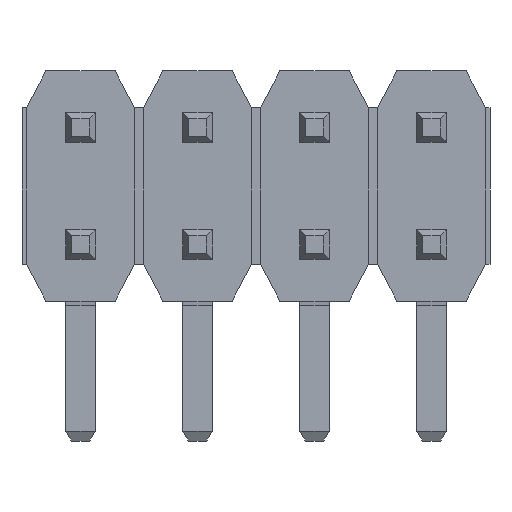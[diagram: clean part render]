
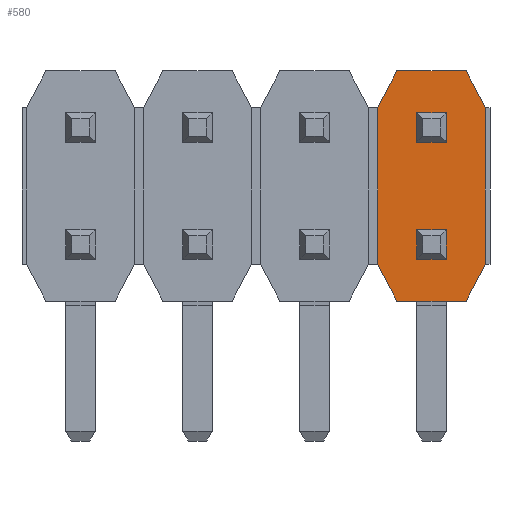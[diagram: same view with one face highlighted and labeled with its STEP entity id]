
A CAD part, front view. The second image highlights one B-rep face of the part: STEP entity #580.
In plain terms, the highlighted planar face has unit normal (0, -1, 0).
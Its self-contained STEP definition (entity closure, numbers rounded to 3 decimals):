
#580=ADVANCED_FACE('',(#1037,#1038,#1039),#1040,.T.);
#1037=FACE_OUTER_BOUND('',#2074,.T.);
#1038=FACE_BOUND('',#2075,.T.);
#1039=FACE_BOUND('',#2076,.T.);
#1040=PLANE('',#2077);
#2074=EDGE_LOOP('',(#2871,#2872,#2873,#2874,#2875,#2876,#2877,#2878));
#2075=EDGE_LOOP('',(#2879,#2880,#2881,#2882));
#2076=EDGE_LOOP('',(#2883,#2884,#2885,#2886));
#2077=AXIS2_PLACEMENT_3D('',#2887,#2888,#2889);
#2871=ORIENTED_EDGE('',*,*,#4922,.F.);
#2872=ORIENTED_EDGE('',*,*,#4923,.T.);
#2873=ORIENTED_EDGE('',*,*,#4924,.T.);
#2874=ORIENTED_EDGE('',*,*,#4925,.T.);
#2875=ORIENTED_EDGE('',*,*,#4926,.F.);
#2876=ORIENTED_EDGE('',*,*,#4927,.T.);
#2877=ORIENTED_EDGE('',*,*,#4928,.T.);
#2878=ORIENTED_EDGE('',*,*,#4929,.T.);
#2879=ORIENTED_EDGE('',*,*,#4915,.T.);
#2880=ORIENTED_EDGE('',*,*,#4921,.T.);
#2881=ORIENTED_EDGE('',*,*,#4919,.T.);
#2882=ORIENTED_EDGE('',*,*,#4917,.T.);
#2883=ORIENTED_EDGE('',*,*,#4930,.T.);
#2884=ORIENTED_EDGE('',*,*,#4931,.T.);
#2885=ORIENTED_EDGE('',*,*,#4932,.T.);
#2886=ORIENTED_EDGE('',*,*,#4933,.T.);
#2887=CARTESIAN_POINT('',(7.62,-2.54,0.0));
#2888=DIRECTION('',(0.0,-1.0,0.0));
#2889=DIRECTION('',(0.0,0.0,-1.0));
#4915=EDGE_CURVE('',#6031,#6029,#6032,.T.);
#4917=EDGE_CURVE('',#6034,#6031,#6035,.T.);
#4919=EDGE_CURVE('',#6037,#6034,#6038,.T.);
#4921=EDGE_CURVE('',#6029,#6037,#6040,.T.);
#4922=EDGE_CURVE('',#6041,#6042,#6043,.T.);
#4923=EDGE_CURVE('',#6041,#6044,#6045,.T.);
#4924=EDGE_CURVE('',#6044,#6046,#6047,.T.);
#4925=EDGE_CURVE('',#6046,#6048,#6049,.T.);
#4926=EDGE_CURVE('',#6050,#6048,#6051,.T.);
#4927=EDGE_CURVE('',#6050,#6052,#6053,.T.);
#4928=EDGE_CURVE('',#6052,#6054,#6055,.T.);
#4929=EDGE_CURVE('',#6054,#6042,#6056,.T.);
#4930=EDGE_CURVE('',#6057,#6058,#6059,.T.);
#4931=EDGE_CURVE('',#6058,#6060,#6061,.T.);
#4932=EDGE_CURVE('',#6060,#6062,#6063,.T.);
#4933=EDGE_CURVE('',#6062,#6057,#6064,.T.);
#6029=VERTEX_POINT('',#7155);
#6031=VERTEX_POINT('',#7158);
#6032=LINE('',#7159,#7160);
#6034=VERTEX_POINT('',#7163);
#6035=LINE('',#7164,#7165);
#6037=VERTEX_POINT('',#7168);
#6038=LINE('',#7169,#7170);
#6040=LINE('',#7173,#7174);
#6041=VERTEX_POINT('',#7175);
#6042=VERTEX_POINT('',#7176);
#6043=LINE('',#7177,#7178);
#6044=VERTEX_POINT('',#7179);
#6045=LINE('',#7180,#7181);
#6046=VERTEX_POINT('',#7182);
#6047=LINE('',#7183,#7184);
#6048=VERTEX_POINT('',#7185);
#6049=LINE('',#7186,#7187);
#6050=VERTEX_POINT('',#7188);
#6051=LINE('',#7189,#7190);
#6052=VERTEX_POINT('',#7191);
#6053=LINE('',#7192,#7193);
#6054=VERTEX_POINT('',#7194);
#6055=LINE('',#7195,#7196);
#6056=LINE('',#7197,#7198);
#6057=VERTEX_POINT('',#7199);
#6058=VERTEX_POINT('',#7200);
#6059=LINE('',#7201,#7202);
#6060=VERTEX_POINT('',#7203);
#6061=LINE('',#7204,#7205);
#6062=VERTEX_POINT('',#7206);
#6063=LINE('',#7207,#7208);
#6064=LINE('',#7209,#7210);
#7155=CARTESIAN_POINT('',(7.94,-2.54,0.95));
#7158=CARTESIAN_POINT('',(7.94,-2.54,1.59));
#7159=CARTESIAN_POINT('',(7.94,-2.54,1.59));
#7160=VECTOR('',#8387,0.64);
#7163=CARTESIAN_POINT('',(7.3,-2.54,1.59));
#7164=CARTESIAN_POINT('',(7.3,-2.54,1.59));
#7165=VECTOR('',#8389,0.64);
#7168=CARTESIAN_POINT('',(7.3,-2.54,0.95));
#7169=CARTESIAN_POINT('',(7.3,-2.54,0.95));
#7170=VECTOR('',#8391,0.64);
#7173=CARTESIAN_POINT('',(7.94,-2.54,0.95));
#7174=VECTOR('',#8393,0.64);
#7175=CARTESIAN_POINT('',(8.79,-2.54,1.7));
#7176=CARTESIAN_POINT('',(8.79,-2.54,-1.7));
#7177=CARTESIAN_POINT('',(8.79,-2.54,1.7));
#7178=VECTOR('',#8394,3.4);
#7179=CARTESIAN_POINT('',(8.37,-2.54,2.5));
#7180=CARTESIAN_POINT('',(8.79,-2.54,1.7));
#7181=VECTOR('',#8395,0.904);
#7182=CARTESIAN_POINT('',(6.87,-2.54,2.5));
#7183=CARTESIAN_POINT('',(8.37,-2.54,2.5));
#7184=VECTOR('',#8396,1.5);
#7185=CARTESIAN_POINT('',(6.45,-2.54,1.7));
#7186=CARTESIAN_POINT('',(6.87,-2.54,2.5));
#7187=VECTOR('',#8397,0.904);
#7188=CARTESIAN_POINT('',(6.45,-2.54,-1.7));
#7189=CARTESIAN_POINT('',(6.45,-2.54,-1.7));
#7190=VECTOR('',#8398,3.4);
#7191=CARTESIAN_POINT('',(6.87,-2.54,-2.5));
#7192=CARTESIAN_POINT('',(6.45,-2.54,-1.7));
#7193=VECTOR('',#8399,0.904);
#7194=CARTESIAN_POINT('',(8.37,-2.54,-2.5));
#7195=CARTESIAN_POINT('',(6.87,-2.54,-2.5));
#7196=VECTOR('',#8400,1.5);
#7197=CARTESIAN_POINT('',(8.37,-2.54,-2.5));
#7198=VECTOR('',#8401,0.904);
#7199=CARTESIAN_POINT('',(7.94,-2.54,-0.95));
#7200=CARTESIAN_POINT('',(7.94,-2.54,-1.59));
#7201=CARTESIAN_POINT('',(7.94,-2.54,-0.95));
#7202=VECTOR('',#8402,0.64);
#7203=CARTESIAN_POINT('',(7.3,-2.54,-1.59));
#7204=CARTESIAN_POINT('',(7.94,-2.54,-1.59));
#7205=VECTOR('',#8403,0.64);
#7206=CARTESIAN_POINT('',(7.3,-2.54,-0.95));
#7207=CARTESIAN_POINT('',(7.3,-2.54,-1.59));
#7208=VECTOR('',#8404,0.64);
#7209=CARTESIAN_POINT('',(7.3,-2.54,-0.95));
#7210=VECTOR('',#8405,0.64);
#8387=DIRECTION('',(0.0,0.0,-1.0));
#8389=DIRECTION('',(1.0,0.0,0.0));
#8391=DIRECTION('',(0.0,0.0,1.0));
#8393=DIRECTION('',(-1.0,0.0,0.0));
#8394=DIRECTION('',(0.0,0.0,-1.0));
#8395=DIRECTION('',(-0.465,0.0,0.885));
#8396=DIRECTION('',(-1.0,0.0,0.0));
#8397=DIRECTION('',(-0.465,0.0,-0.885));
#8398=DIRECTION('',(0.0,0.0,1.0));
#8399=DIRECTION('',(0.465,0.0,-0.885));
#8400=DIRECTION('',(1.0,0.0,0.0));
#8401=DIRECTION('',(0.465,0.0,0.885));
#8402=DIRECTION('',(0.0,0.0,-1.0));
#8403=DIRECTION('',(-1.0,0.0,0.0));
#8404=DIRECTION('',(0.0,0.0,1.0));
#8405=DIRECTION('',(1.0,0.0,0.0));
